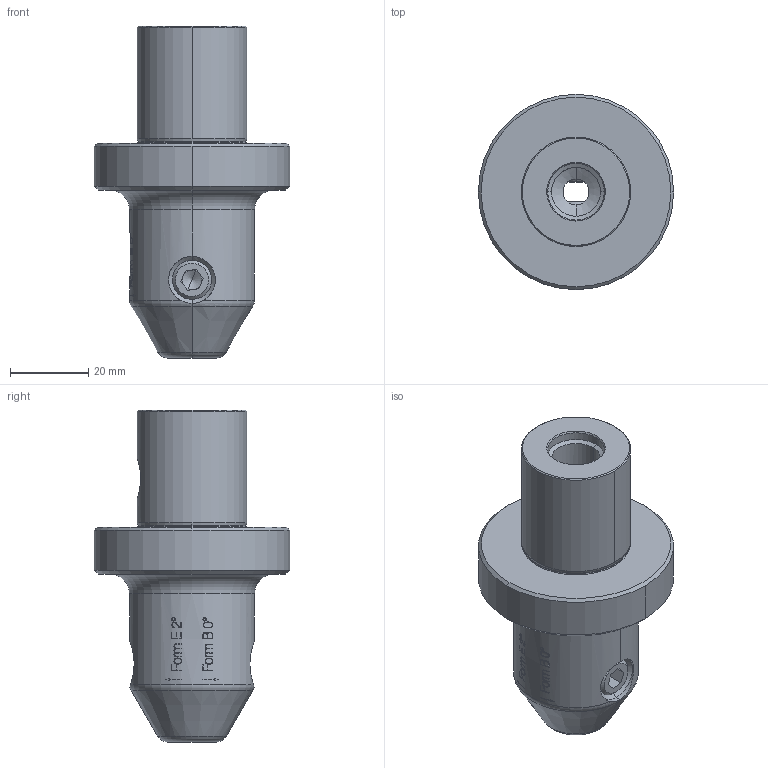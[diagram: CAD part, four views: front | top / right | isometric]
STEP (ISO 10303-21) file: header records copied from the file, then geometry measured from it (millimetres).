
FILE_DESCRIPTION(('no description'),'unknown implementation level');
FILE_NAME('626B89B5-BD0A-4025-9C41-0EFCD806ADC2_export.stp',' ',('CIMSOURCE GmbH'),('CADClick - KiM GmbH - www.kimweb.de'),'unknown preprocess','ACIS','unknown authorization');
FILE_SCHEMA(('automotive_design'));
Length unit declared in the file: millimetre
Products named in the file (3): 335.236 Kaiser CKS5 X D10 B+E|690.479 Kaiser ETL M10 X 12_Standard;NONE; 335.236 Kaiser CKS5 X D10 B+E|335.236 Kaiser CKS5 X D10 B+E_Standard;NONE
Bounding box: 50 x 50 x 85 mm (x, y, z)
Volume: 64589.8 mm3; surface area: 15814.4 mm2
Topology: 3 solids, 3 shells, 329 faces, 840 edges, 534 vertices
Faces by surface type: plane 131, bspline 91, cylinder 53, cone 42, torus 12
Entity records: 23591 total; most frequent: CARTESIAN_POINT 6610, STYLED_ITEM 1698, PRESENTATION_STYLE_ASSIGNMENT 1698, COLOUR_RGB 1698, ORIENTED_EDGE 1664, DIRECTION 1338, EDGE_CURVE 832, CURVE_STYLE 832
